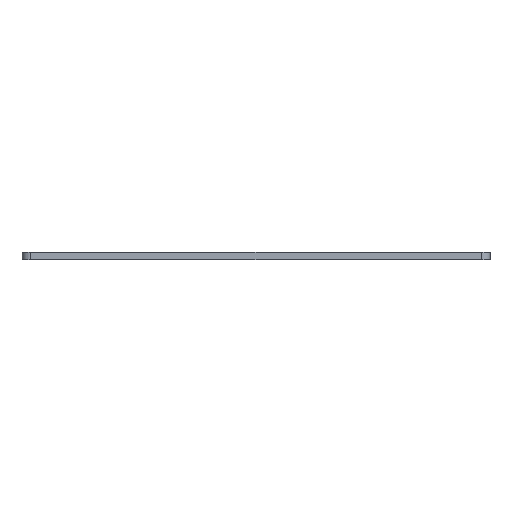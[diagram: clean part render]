
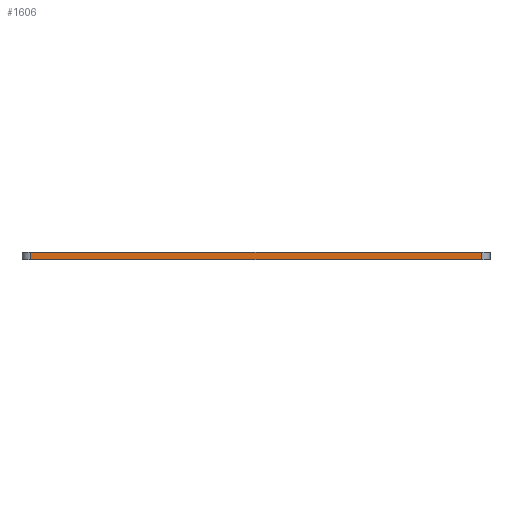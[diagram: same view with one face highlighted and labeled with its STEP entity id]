
A CAD part, left-side view. The second image highlights one B-rep face of the part: STEP entity #1606.
In plain terms, the highlighted planar face has unit normal (-1, 0, 0).
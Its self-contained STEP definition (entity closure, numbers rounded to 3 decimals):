
#32 = PLANE('',#33);
#33 = AXIS2_PLACEMENT_3D('',#34,#35,#36);
#34 = CARTESIAN_POINT('',(0.,0.,1.6)
  );
#35 = DIRECTION('',(0.,0.,1.));
#36 = DIRECTION('',(1.,0.,0.));
#57 = VERTEX_POINT('',#58);
#58 = CARTESIAN_POINT('',(-53.3,51.3,1.6));
#73 = CYLINDRICAL_SURFACE('',#74,2.);
#74 = AXIS2_PLACEMENT_3D('',#75,#76,#77);
#75 = CARTESIAN_POINT('',(-51.3,51.3,0.));
#76 = DIRECTION('',(0.,0.,1.));
#77 = DIRECTION('',(0.,1.,0.));
#85 = EDGE_CURVE('',#57,#86,#88,.T.);
#86 = VERTEX_POINT('',#87);
#87 = CARTESIAN_POINT('',(-53.3,-51.3,1.6));
#88 = SURFACE_CURVE('',#89,(#93,#100),.PCURVE_S1.);
#89 = LINE('',#90,#91);
#90 = CARTESIAN_POINT('',(-53.3,53.3,1.6));
#91 = VECTOR('',#92,1.);
#92 = DIRECTION('',(0.,-1.,0.));
#93 = PCURVE('',#32,#94);
#94 = DEFINITIONAL_REPRESENTATION('',(#95),#99);
#95 = LINE('',#96,#97);
#96 = CARTESIAN_POINT('',(-53.3,53.3));
#97 = VECTOR('',#98,1.);
#98 = DIRECTION('',(0.,-1.));
#99 = ( GEOMETRIC_REPRESENTATION_CONTEXT(2) 
PARAMETRIC_REPRESENTATION_CONTEXT() REPRESENTATION_CONTEXT('2D SPACE',''
  ) );
#100 = PCURVE('',#101,#106);
#101 = PLANE('',#102);
#102 = AXIS2_PLACEMENT_3D('',#103,#104,#105);
#103 = CARTESIAN_POINT('',(-53.3,53.3,0.));
#104 = DIRECTION('',(1.,0.,0.));
#105 = DIRECTION('',(0.,-1.,0.));
#106 = DEFINITIONAL_REPRESENTATION('',(#107),#111);
#107 = LINE('',#108,#109);
#108 = CARTESIAN_POINT('',(0.,-1.6));
#109 = VECTOR('',#110,1.);
#110 = DIRECTION('',(1.,0.));
#111 = ( GEOMETRIC_REPRESENTATION_CONTEXT(2) 
PARAMETRIC_REPRESENTATION_CONTEXT() REPRESENTATION_CONTEXT('2D SPACE',''
  ) );
#130 = CYLINDRICAL_SURFACE('',#131,2.);
#131 = AXIS2_PLACEMENT_3D('',#132,#133,#134);
#132 = CARTESIAN_POINT('',(-51.3,-51.3,0.));
#133 = DIRECTION('',(0.,0.,1.));
#134 = DIRECTION('',(-1.,0.,0.));
#1399 = PLANE('',#1400);
#1400 = AXIS2_PLACEMENT_3D('',#1401,#1402,#1403);
#1401 = CARTESIAN_POINT('',(0.,0.,
    0.));
#1402 = DIRECTION('',(0.,0.,1.));
#1403 = DIRECTION('',(1.,0.,0.));
#1512 = VERTEX_POINT('',#1513);
#1513 = CARTESIAN_POINT('',(-53.3,51.3,0.));
#1535 = EDGE_CURVE('',#1512,#57,#1536,.T.);
#1536 = SURFACE_CURVE('',#1537,(#1541,#1548),.PCURVE_S1.);
#1537 = LINE('',#1538,#1539);
#1538 = CARTESIAN_POINT('',(-53.3,51.3,0.));
#1539 = VECTOR('',#1540,1.);
#1540 = DIRECTION('',(0.,0.,1.));
#1541 = PCURVE('',#73,#1542);
#1542 = DEFINITIONAL_REPRESENTATION('',(#1543),#1547);
#1543 = LINE('',#1544,#1545);
#1544 = CARTESIAN_POINT('',(1.571,0.));
#1545 = VECTOR('',#1546,1.);
#1546 = DIRECTION('',(0.,1.));
#1547 = ( GEOMETRIC_REPRESENTATION_CONTEXT(2) 
PARAMETRIC_REPRESENTATION_CONTEXT() REPRESENTATION_CONTEXT('2D SPACE',''
  ) );
#1548 = PCURVE('',#101,#1549);
#1549 = DEFINITIONAL_REPRESENTATION('',(#1550),#1554);
#1550 = LINE('',#1551,#1552);
#1551 = CARTESIAN_POINT('',(2.,0.));
#1552 = VECTOR('',#1553,1.);
#1553 = DIRECTION('',(0.,-1.));
#1554 = ( GEOMETRIC_REPRESENTATION_CONTEXT(2) 
PARAMETRIC_REPRESENTATION_CONTEXT() REPRESENTATION_CONTEXT('2D SPACE',''
  ) );
#1606 = ADVANCED_FACE('',(#1607),#101,.F.);
#1607 = FACE_BOUND('',#1608,.F.);
#1608 = EDGE_LOOP('',(#1609,#1632,#1633,#1634));
#1609 = ORIENTED_EDGE('',*,*,#1610,.F.);
#1610 = EDGE_CURVE('',#1512,#1611,#1613,.T.);
#1611 = VERTEX_POINT('',#1612);
#1612 = CARTESIAN_POINT('',(-53.3,-51.3,0.));
#1613 = SURFACE_CURVE('',#1614,(#1618,#1625),.PCURVE_S1.);
#1614 = LINE('',#1615,#1616);
#1615 = CARTESIAN_POINT('',(-53.3,53.3,0.));
#1616 = VECTOR('',#1617,1.);
#1617 = DIRECTION('',(0.,-1.,0.));
#1618 = PCURVE('',#101,#1619);
#1619 = DEFINITIONAL_REPRESENTATION('',(#1620),#1624);
#1620 = LINE('',#1621,#1622);
#1621 = CARTESIAN_POINT('',(0.,0.));
#1622 = VECTOR('',#1623,1.);
#1623 = DIRECTION('',(1.,0.));
#1624 = ( GEOMETRIC_REPRESENTATION_CONTEXT(2) 
PARAMETRIC_REPRESENTATION_CONTEXT() REPRESENTATION_CONTEXT('2D SPACE',''
  ) );
#1625 = PCURVE('',#1399,#1626);
#1626 = DEFINITIONAL_REPRESENTATION('',(#1627),#1631);
#1627 = LINE('',#1628,#1629);
#1628 = CARTESIAN_POINT('',(-53.3,53.3));
#1629 = VECTOR('',#1630,1.);
#1630 = DIRECTION('',(0.,-1.));
#1631 = ( GEOMETRIC_REPRESENTATION_CONTEXT(2) 
PARAMETRIC_REPRESENTATION_CONTEXT() REPRESENTATION_CONTEXT('2D SPACE',''
  ) );
#1632 = ORIENTED_EDGE('',*,*,#1535,.T.);
#1633 = ORIENTED_EDGE('',*,*,#85,.T.);
#1634 = ORIENTED_EDGE('',*,*,#1635,.F.);
#1635 = EDGE_CURVE('',#1611,#86,#1636,.T.);
#1636 = SURFACE_CURVE('',#1637,(#1641,#1648),.PCURVE_S1.);
#1637 = LINE('',#1638,#1639);
#1638 = CARTESIAN_POINT('',(-53.3,-51.3,0.));
#1639 = VECTOR('',#1640,1.);
#1640 = DIRECTION('',(0.,0.,1.));
#1641 = PCURVE('',#101,#1642);
#1642 = DEFINITIONAL_REPRESENTATION('',(#1643),#1647);
#1643 = LINE('',#1644,#1645);
#1644 = CARTESIAN_POINT('',(104.6,0.));
#1645 = VECTOR('',#1646,1.);
#1646 = DIRECTION('',(0.,-1.));
#1647 = ( GEOMETRIC_REPRESENTATION_CONTEXT(2) 
PARAMETRIC_REPRESENTATION_CONTEXT() REPRESENTATION_CONTEXT('2D SPACE',''
  ) );
#1648 = PCURVE('',#130,#1649);
#1649 = DEFINITIONAL_REPRESENTATION('',(#1650),#1654);
#1650 = LINE('',#1651,#1652);
#1651 = CARTESIAN_POINT('',(0.,0.));
#1652 = VECTOR('',#1653,1.);
#1653 = DIRECTION('',(0.,1.));
#1654 = ( GEOMETRIC_REPRESENTATION_CONTEXT(2) 
PARAMETRIC_REPRESENTATION_CONTEXT() REPRESENTATION_CONTEXT('2D SPACE',''
  ) );
